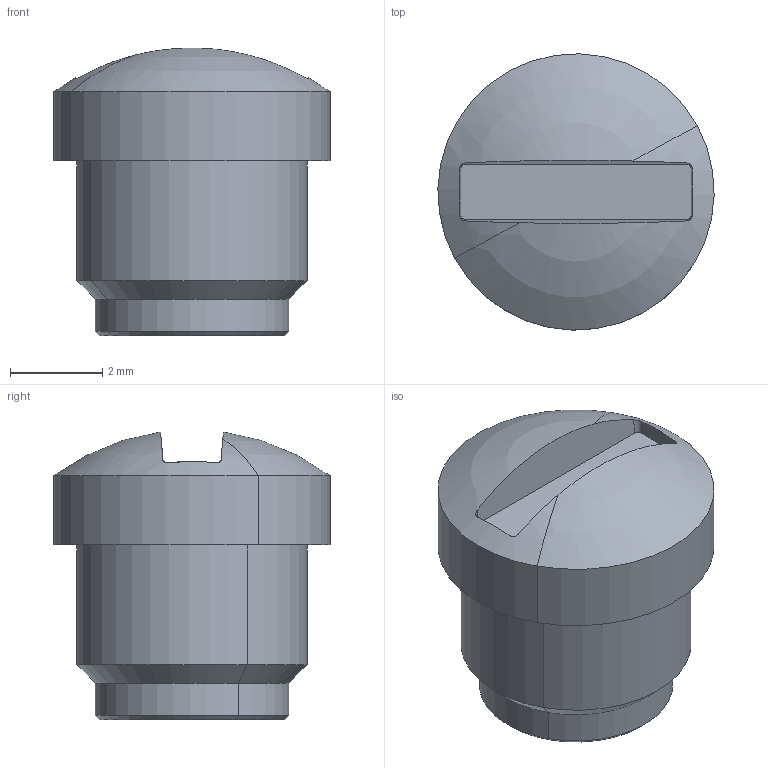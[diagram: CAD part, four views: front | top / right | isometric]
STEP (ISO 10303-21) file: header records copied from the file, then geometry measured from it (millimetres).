
FILE_DESCRIPTION(('CATIA V5 STEP Exchange','CAx-IF Rec.Pracs.--- Model Styling and Organization---1.4--- 2014-01-23'),'2;1');
FILE_NAME ('023952-2_0_1855310000_1855310000.stp','2022-03-18T09:01:15+00:00',('none'),('Weidmueller'),'CATIA Version 5-6 Release 2016 SP3 HF44','CATIA V5 STEP AP214','none');
FILE_SCHEMA(('AUTOMOTIVE_DESIGN { 1 0 10303 214 1 1 1 1 }'));
Length unit declared in the file: millimetre
Products named in the file (1): 1855310000
Bounding box: 6 x 6 x 6.25 mm (x, y, z)
Volume: 79.5 mm3; surface area: 195.7 mm2
Topology: 1 solids, 1 shells, 30 faces, 66 edges, 40 vertices
Faces by surface type: cone 12, plane 8, cylinder 6, sphere 2, torus 2
Entity records: 825 total; most frequent: CARTESIAN_POINT 194, ORIENTED_EDGE 132, DIRECTION 102, EDGE_CURVE 66, AXIS2_PLACEMENT_3D 54, VERTEX_POINT 40, EDGE_LOOP 32, ADVANCED_FACE 30
